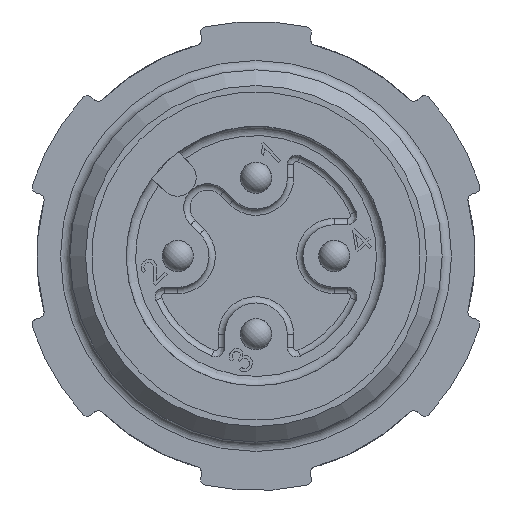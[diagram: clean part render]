
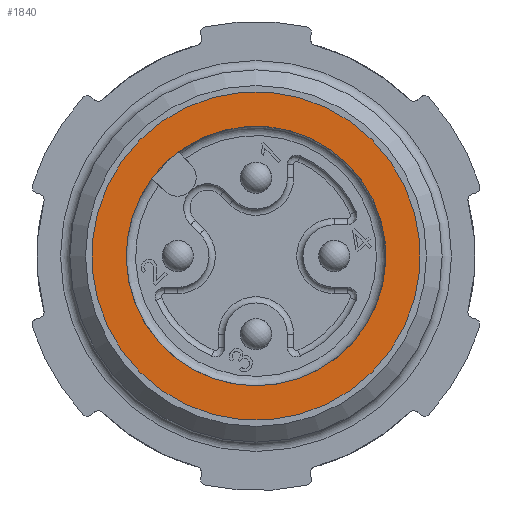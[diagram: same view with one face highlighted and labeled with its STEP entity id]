
A CAD part, front view. The second image highlights one B-rep face of the part: STEP entity #1840.
In plain terms, the highlighted planar face has unit normal (0, -1, 0).
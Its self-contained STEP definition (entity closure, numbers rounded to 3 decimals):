
#1840=ADVANCED_FACE('',(#2005,#2006),#1939,.T.);
#1939=PLANE('',#6268);
#2005=FACE_BOUND('',#2406,.T.);
#2006=FACE_BOUND('',#2407,.T.);
#2406=EDGE_LOOP('',(#4042));
#2407=EDGE_LOOP('',(#4043));
#4042=ORIENTED_EDGE('',*,*,#5365,.T.);
#4043=ORIENTED_EDGE('',*,*,#5366,.F.);
#4547=VERTEX_POINT('',#12642);
#4548=VERTEX_POINT('',#12645);
#5365=EDGE_CURVE('',#4547,#4547,#5676,.T.);
#5366=EDGE_CURVE('',#4548,#4548,#5677,.T.);
#5676=CIRCLE('',#6265,4.15);
#5677=CIRCLE('',#6267,5.25);
#6265=AXIS2_PLACEMENT_3D('',#12641,#7768,#7769);
#6267=AXIS2_PLACEMENT_3D('',#12644,#7772,#7773);
#6268=AXIS2_PLACEMENT_3D('',#12646,#7774,#7775);
#7768=DIRECTION('',(0.,1.,0.));
#7769=DIRECTION('',(0.707,0.,0.707));
#7772=DIRECTION('',(0.,1.,0.));
#7773=DIRECTION('',(0.707,0.,0.707));
#7774=DIRECTION('',(0.,-1.,0.));
#7775=DIRECTION('',(0.707,0.,0.707));
#12641=CARTESIAN_POINT('',(-3.,-3.,0.));
#12642=CARTESIAN_POINT('',(-0.066,-3.,2.934));
#12644=CARTESIAN_POINT('',(-3.,-3.,0.));
#12645=CARTESIAN_POINT('',(0.712,-3.,3.712));
#12646=CARTESIAN_POINT('',(2.25,-3.,0.));
